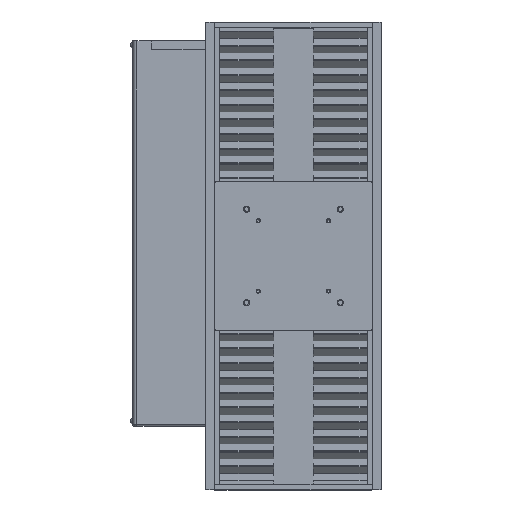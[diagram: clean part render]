
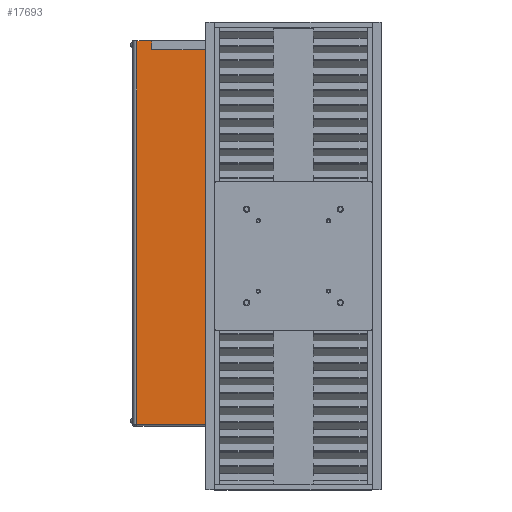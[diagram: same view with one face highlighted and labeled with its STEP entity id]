
A CAD part, top view. The second image highlights one B-rep face of the part: STEP entity #17693.
In plain terms, the highlighted planar face has unit normal (0, 0, 1).
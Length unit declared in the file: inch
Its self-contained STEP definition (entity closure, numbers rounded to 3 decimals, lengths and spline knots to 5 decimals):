
#738 = DIRECTION ( 'NONE',  ( 0., -1., 0. ) ) ;
#741 = CARTESIAN_POINT ( 'NONE',  ( -6.688, 1.2096, 1.86 ) ) ;
#762 = LINE ( 'NONE', #741, #11805 ) ;
#1039 = CARTESIAN_POINT ( 'NONE',  ( -6.0625, -0.8075, 1.86 ) ) ;
#1806 = CARTESIAN_POINT ( 'NONE',  ( -3.75, -1.1825, 1.86 ) ) ;
#2579 = DIRECTION ( 'NONE',  ( 0., -1., 0. ) ) ;
#2602 = CARTESIAN_POINT ( 'NONE',  ( -3.75, -1.1825, 1.86 ) ) ;
#2607 = LINE ( 'NONE', #2602, #11277 ) ;
#2992 = VECTOR ( 'NONE', #10142, 39.37008 ) ;
#3883 = EDGE_CURVE ( 'NONE', #7925, #6086, #2607, .T. ) ;
#4197 = VERTEX_POINT ( 'NONE', #1039 ) ;
#4484 = EDGE_CURVE ( 'NONE', #10321, #6086, #18389, .T. ) ;
#5576 = VECTOR ( 'NONE', #13027, 39.37008 ) ;
#5960 = EDGE_LOOP ( 'NONE', ( #9293, #9315, #9366, #9397, #9458, #9462, #9485 ) ) ;
#6086 = VERTEX_POINT ( 'NONE', #10711 ) ;
#7555 = DIRECTION ( 'NONE',  ( -1., 0., 0. ) ) ;
#7560 = DIRECTION ( 'NONE',  ( 0., 0., -1. ) ) ;
#7586 = CARTESIAN_POINT ( 'NONE',  ( -6.688, 1.2096, 1.86 ) ) ;
#7589 = PLANE ( 'NONE',  #14172 ) ;
#7607 = FACE_OUTER_BOUND ( 'NONE', #5960, .T. ) ;
#7925 = VERTEX_POINT ( 'NONE', #1806 ) ;
#8843 = CARTESIAN_POINT ( 'NONE',  ( -6.0625, -1.1825, 1.86 ) ) ;
#9067 = VECTOR ( 'NONE', #18369, 39.37008 ) ;
#9196 = DIRECTION ( 'NONE',  ( 1., 0., 0. ) ) ;
#9200 = CARTESIAN_POINT ( 'NONE',  ( -6.688, -1.1825, 1.86 ) ) ;
#9224 = LINE ( 'NONE', #9200, #10223 ) ;
#9293 = ORIENTED_EDGE ( 'NONE', *, *, #17362, .F. ) ;
#9307 = VERTEX_POINT ( 'NONE', #14358 ) ;
#9315 = ORIENTED_EDGE ( 'NONE', *, *, #14028, .F. ) ;
#9366 = ORIENTED_EDGE ( 'NONE', *, *, #16462, .F. ) ;
#9397 = ORIENTED_EDGE ( 'NONE', *, *, #15494, .T. ) ;
#9458 = ORIENTED_EDGE ( 'NONE', *, *, #4484, .T. ) ;
#9462 = ORIENTED_EDGE ( 'NONE', *, *, #3883, .F. ) ;
#9485 = ORIENTED_EDGE ( 'NONE', *, *, #16694, .F. ) ;
#9579 = CARTESIAN_POINT ( 'NONE',  ( -6.688, -0.8075, 1.86 ) ) ;
#9804 = CARTESIAN_POINT ( 'NONE',  ( -6.688, -17.2133, 1.86 ) ) ;
#10142 = DIRECTION ( 'NONE',  ( 0., -1., 0. ) ) ;
#10146 = CARTESIAN_POINT ( 'NONE',  ( -6.0625, 1.2096, 1.86 ) ) ;
#10150 = LINE ( 'NONE', #10146, #2992 ) ;
#10223 = VECTOR ( 'NONE', #9196, 39.37008 ) ;
#10321 = VERTEX_POINT ( 'NONE', #9804 ) ;
#10362 = VERTEX_POINT ( 'NONE', #9579 ) ;
#10711 = CARTESIAN_POINT ( 'NONE',  ( -3.75, -17.2133, 1.86 ) ) ;
#11277 = VECTOR ( 'NONE', #2579, 39.37008 ) ;
#11805 = VECTOR ( 'NONE', #738, 39.37008 ) ;
#13027 = DIRECTION ( 'NONE',  ( 1., 0., 0. ) ) ;
#13047 = CARTESIAN_POINT ( 'NONE',  ( -6.688, -1.1825, 1.86 ) ) ;
#13050 = LINE ( 'NONE', #13047, #5576 ) ;
#13715 = VECTOR ( 'NONE', #13892, 39.37008 ) ;
#13892 = DIRECTION ( 'NONE',  ( 1., 0., 0. ) ) ;
#13907 = CARTESIAN_POINT ( 'NONE',  ( -6.688, -0.8075, 1.86 ) ) ;
#13912 = LINE ( 'NONE', #13907, #13715 ) ;
#14028 = EDGE_CURVE ( 'NONE', #4197, #14142, #10150, .T. ) ;
#14142 = VERTEX_POINT ( 'NONE', #8843 ) ;
#14172 = AXIS2_PLACEMENT_3D ( 'NONE', #7586, #7560, #7555 ) ;
#14358 = CARTESIAN_POINT ( 'NONE',  ( -3.7655, -1.1825, 1.86 ) ) ;
#15494 = EDGE_CURVE ( 'NONE', #10362, #10321, #762, .T. ) ;
#16462 = EDGE_CURVE ( 'NONE', #10362, #4197, #13912, .T. ) ;
#16694 = EDGE_CURVE ( 'NONE', #9307, #7925, #13050, .T. ) ;
#17362 = EDGE_CURVE ( 'NONE', #14142, #9307, #9224, .T. ) ;
#17693 = ADVANCED_FACE ( 'NONE', ( #7607 ), #7589, .F. ) ;
#18369 = DIRECTION ( 'NONE',  ( 1., 0., 0. ) ) ;
#18376 = CARTESIAN_POINT ( 'NONE',  ( -6.688, -17.2133, 1.86 ) ) ;
#18389 = LINE ( 'NONE', #18376, #9067 ) ;
